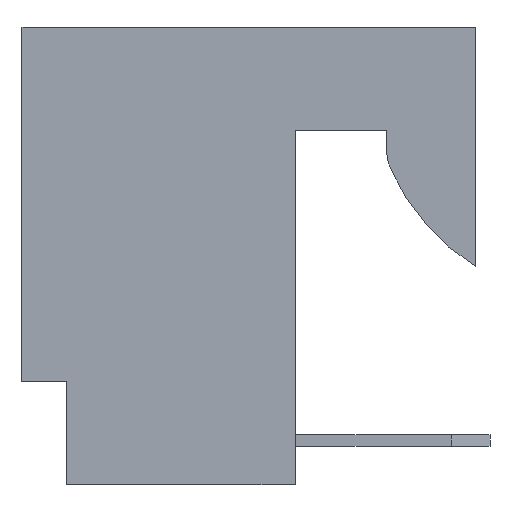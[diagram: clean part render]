
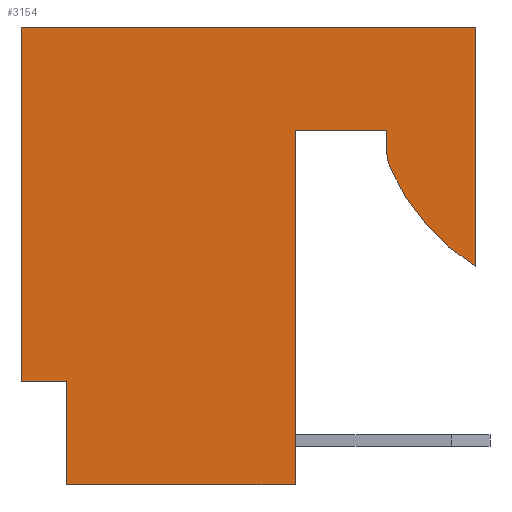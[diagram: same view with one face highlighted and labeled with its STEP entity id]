
A CAD part, left-side view. The second image highlights one B-rep face of the part: STEP entity #3154.
In plain terms, the highlighted planar face has unit normal (-1, 0, 0).
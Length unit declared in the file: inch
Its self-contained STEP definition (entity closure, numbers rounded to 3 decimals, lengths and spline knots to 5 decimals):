
#1=DIRECTION('',(0.,0.,-1.));
#2=VECTOR('',#1,0.16208);
#3=CARTESIAN_POINT('',(-0.198,0.,0.));
#4=LINE('',#3,#2);
#5=CARTESIAN_POINT('',(-0.198,-0.0797,-0.035));
#6=DIRECTION('',(1.,0.,0.));
#7=DIRECTION('',(0.,0.531,-0.847));
#8=AXIS2_PLACEMENT_3D('',#5,#6,#7);
#10=CARTESIAN_POINT('',(-0.198,0.03,-0.08365));
#11=DIRECTION('',(1.,0.,0.));
#12=DIRECTION('',(0.,0.914,-0.405));
#13=AXIS2_PLACEMENT_3D('',#10,#11,#12);
#15=DIRECTION('',(0.,0.,1.));
#16=VECTOR('',#15,0.01365);
#17=CARTESIAN_POINT('',(-0.198,0.06,-0.08365));
#18=LINE('',#17,#16);
#19=DIRECTION('',(0.,1.,0.));
#20=VECTOR('',#19,0.062);
#21=CARTESIAN_POINT('',(-0.198,0.06,-0.07));
#22=LINE('',#21,#20);
#23=DIRECTION('',(0.,0.,-1.));
#24=VECTOR('',#23,0.24);
#25=CARTESIAN_POINT('',(-0.198,0.122,-0.07));
#26=LINE('',#25,#24);
#27=DIRECTION('',(0.,1.,0.));
#28=VECTOR('',#27,0.155);
#29=CARTESIAN_POINT('',(-0.198,0.122,-0.31));
#30=LINE('',#29,#28);
#31=DIRECTION('',(0.,0.,1.));
#32=VECTOR('',#31,0.07);
#33=CARTESIAN_POINT('',(-0.198,0.277,-0.31));
#34=LINE('',#33,#32);
#35=DIRECTION('',(0.,1.,0.));
#36=VECTOR('',#35,0.03);
#37=CARTESIAN_POINT('',(-0.198,0.277,-0.24));
#38=LINE('',#37,#36);
#39=DIRECTION('',(0.,0.,1.));
#40=VECTOR('',#39,0.24);
#41=CARTESIAN_POINT('',(-0.198,0.307,-0.24));
#42=LINE('',#41,#40);
#43=DIRECTION('',(0.,-1.,0.));
#44=VECTOR('',#43,0.307);
#45=CARTESIAN_POINT('',(-0.198,0.307,0.));
#46=LINE('',#45,#44);
#2377=CARTESIAN_POINT('',(-0.198,0.,0.));
#2378=CARTESIAN_POINT('',(-0.198,0.,-0.16208));
#2379=VERTEX_POINT('',#2377);
#2380=VERTEX_POINT('',#2378);
#2381=CARTESIAN_POINT('',(-0.198,0.06,-0.07));
#2382=CARTESIAN_POINT('',(-0.198,0.122,-0.07));
#2383=VERTEX_POINT('',#2381);
#2384=VERTEX_POINT('',#2382);
#2385=CARTESIAN_POINT('',(-0.198,0.122,-0.31));
#2386=VERTEX_POINT('',#2385);
#2387=CARTESIAN_POINT('',(-0.198,0.277,-0.31));
#2388=VERTEX_POINT('',#2387);
#2389=CARTESIAN_POINT('',(-0.198,0.277,-0.24));
#2390=VERTEX_POINT('',#2389);
#2391=CARTESIAN_POINT('',(-0.198,0.307,-0.24));
#2392=VERTEX_POINT('',#2391);
#2393=CARTESIAN_POINT('',(-0.198,0.307,0.));
#2394=VERTEX_POINT('',#2393);
#2577=CARTESIAN_POINT('',(-0.198,0.05742,-0.09581));
#2578=VERTEX_POINT('',#2577);
#2579=CARTESIAN_POINT('',(-0.198,0.06,-0.08365));
#2580=VERTEX_POINT('',#2579);
#3125=CARTESIAN_POINT('',(-0.198,0.,0.));
#3126=DIRECTION('',(1.,0.,0.));
#3127=DIRECTION('',(0.,0.,-1.));
#3128=AXIS2_PLACEMENT_3D('',#3125,#3126,#3127);
#3129=PLANE('',#3128);
#3131=ORIENTED_EDGE('',*,*,#3130,.T.);
#3133=ORIENTED_EDGE('',*,*,#3132,.T.);
#3135=ORIENTED_EDGE('',*,*,#3134,.T.);
#3137=ORIENTED_EDGE('',*,*,#3136,.T.);
#3139=ORIENTED_EDGE('',*,*,#3138,.T.);
#3141=ORIENTED_EDGE('',*,*,#3140,.T.);
#3143=ORIENTED_EDGE('',*,*,#3142,.T.);
#3145=ORIENTED_EDGE('',*,*,#3144,.T.);
#3147=ORIENTED_EDGE('',*,*,#3146,.T.);
#3149=ORIENTED_EDGE('',*,*,#3148,.T.);
#3151=ORIENTED_EDGE('',*,*,#3150,.T.);
#3152=EDGE_LOOP('',(#3131,#3133,#3135,#3137,#3139,#3141,#3143,#3145,#3147,#3149,
#3151));
#3153=FACE_OUTER_BOUND('',#3152,.F.);
#3154=ADVANCED_FACE('',(#3153),#3129,.F.);
#9=CIRCLE('',#8,0.15);
#14=CIRCLE('',#13,0.03);
#3130=EDGE_CURVE('',#2379,#2380,#4,.T.);
#3132=EDGE_CURVE('',#2380,#2578,#9,.T.);
#3134=EDGE_CURVE('',#2578,#2580,#14,.T.);
#3136=EDGE_CURVE('',#2580,#2383,#18,.T.);
#3138=EDGE_CURVE('',#2383,#2384,#22,.T.);
#3140=EDGE_CURVE('',#2384,#2386,#26,.T.);
#3142=EDGE_CURVE('',#2386,#2388,#30,.T.);
#3144=EDGE_CURVE('',#2388,#2390,#34,.T.);
#3146=EDGE_CURVE('',#2390,#2392,#38,.T.);
#3148=EDGE_CURVE('',#2392,#2394,#42,.T.);
#3150=EDGE_CURVE('',#2394,#2379,#46,.T.);
